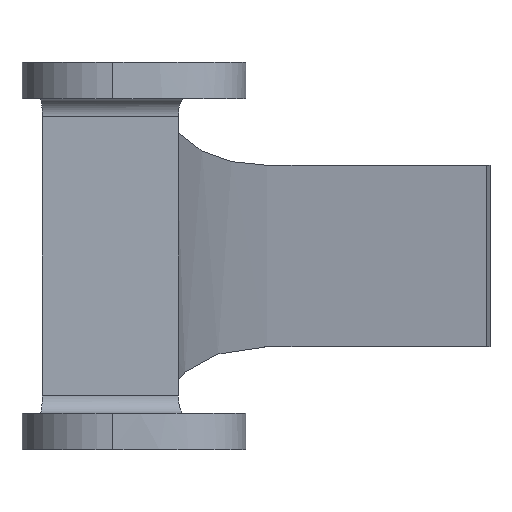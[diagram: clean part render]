
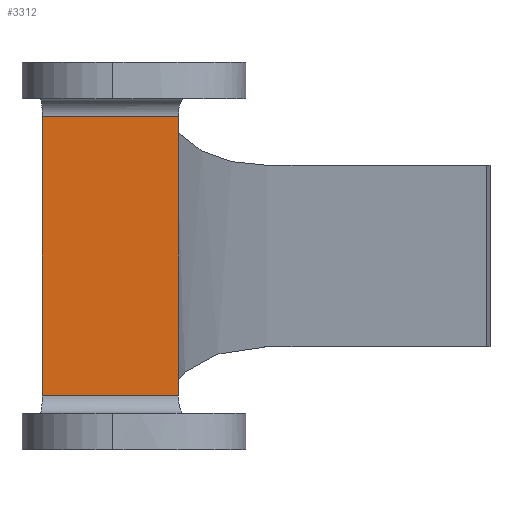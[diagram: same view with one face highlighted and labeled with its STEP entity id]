
A CAD part, left-side view. The second image highlights one B-rep face of the part: STEP entity #3312.
In plain terms, the highlighted planar face has unit normal (-1, 0, 0).
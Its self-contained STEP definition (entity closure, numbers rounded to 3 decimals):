
#44 = SURFACE_OF_LINEAR_EXTRUSION('',#45,#54);
#45 = B_SPLINE_CURVE_WITH_KNOTS('',3,(#46,#47,#48,#49,#50,#51,#52,#53),
  .UNSPECIFIED.,.F.,.F.,(4,2,2,4),(0.,26.627,107.293,
    232.499),.UNSPECIFIED.);
#46 = CARTESIAN_POINT('',(-15.,0.,-32.));
#47 = CARTESIAN_POINT('',(-15.,-13.624,-32.));
#48 = CARTESIAN_POINT('',(-11.042,-22.,-32.));
#49 = CARTESIAN_POINT('',(33.453,-22.,-32.));
#50 = CARTESIAN_POINT('',(54.332,-5.283,-32.));
#51 = CARTESIAN_POINT('',(118.173,-10.868,-32.));
#52 = CARTESIAN_POINT('',(148.293,-36.457,-32.));
#53 = CARTESIAN_POINT('',(192.16,-61.783,-32.));
#54 = VECTOR('',#55,1.);
#55 = DIRECTION('',(-0.,-0.,-1.));
#112 = SURFACE_OF_LINEAR_EXTRUSION('',#113,#120);
#113 = B_SPLINE_CURVE_WITH_KNOTS('',3,(#114,#115,#116,#117,#118,#119),
  .UNSPECIFIED.,.F.,.F.,(4,2,4),(0.,81.658,216.994),
  .UNSPECIFIED.);
#114 = CARTESIAN_POINT('',(0.,15.,-32.));
#115 = CARTESIAN_POINT('',(28.275,15.,-32.));
#116 = CARTESIAN_POINT('',(54.947,12.033,-32.));
#117 = CARTESIAN_POINT('',(124.983,-0.316,-32.));
#118 = CARTESIAN_POINT('',(174.835,-5.592,-32.));
#119 = CARTESIAN_POINT('',(212.16,-27.142,-32.));
#120 = VECTOR('',#121,1.);
#121 = DIRECTION('',(-0.,-0.,-1.));
#832 = VERTEX_POINT('',#833);
#833 = CARTESIAN_POINT('',(53.,-10.841,-23.));
#881 = CYLINDRICAL_SURFACE('',#882,3.);
#882 = AXIS2_PLACEMENT_3D('',#883,#884,#885);
#883 = CARTESIAN_POINT('',(50.,-22.,-23.));
#884 = DIRECTION('',(0.,1.,0.));
#885 = DIRECTION('',(1.,0.,-0.));
#910 = EDGE_CURVE('',#911,#832,#913,.T.);
#911 = VERTEX_POINT('',#912);
#912 = CARTESIAN_POINT('',(53.,-10.841,23.));
#913 = SURFACE_CURVE('',#914,(#920,#929),.PCURVE_S1.);
#914 = B_SPLINE_CURVE_WITH_KNOTS('',4,(#915,#916,#917,#918,#919),
  .UNSPECIFIED.,.F.,.F.,(5,5),(0.,1.),.PIECEWISE_BEZIER_KNOTS.);
#915 = CARTESIAN_POINT('',(53.,-10.841,23.));
#916 = CARTESIAN_POINT('',(53.,-10.841,11.5));
#917 = CARTESIAN_POINT('',(53.,-10.841,0.));
#918 = CARTESIAN_POINT('',(53.,-10.841,-11.5));
#919 = CARTESIAN_POINT('',(53.,-10.841,-23.));
#920 = PCURVE('',#44,#921);
#921 = DEFINITIONAL_REPRESENTATION('',(#922),#928);
#922 = B_SPLINE_CURVE_WITH_KNOTS('',4,(#923,#924,#925,#926,#927),
  .UNSPECIFIED.,.F.,.F.,(5,5),(0.,1.),.PIECEWISE_BEZIER_KNOTS.);
#923 = CARTESIAN_POINT('',(78.076,-55.));
#924 = CARTESIAN_POINT('',(78.076,-43.5));
#925 = CARTESIAN_POINT('',(78.076,-32.));
#926 = CARTESIAN_POINT('',(78.076,-20.5));
#927 = CARTESIAN_POINT('',(78.076,-9.));
#928 = ( GEOMETRIC_REPRESENTATION_CONTEXT(2) 
PARAMETRIC_REPRESENTATION_CONTEXT() REPRESENTATION_CONTEXT('2D SPACE',''
  ) );
#929 = PCURVE('',#930,#935);
#930 = PLANE('',#931);
#931 = AXIS2_PLACEMENT_3D('',#932,#933,#934);
#932 = CARTESIAN_POINT('',(53.,-22.,-26.));
#933 = DIRECTION('',(1.,0.,0.));
#934 = DIRECTION('',(0.,0.,1.));
#935 = DEFINITIONAL_REPRESENTATION('',(#936),#942);
#936 = B_SPLINE_CURVE_WITH_KNOTS('',4,(#937,#938,#939,#940,#941),
  .UNSPECIFIED.,.F.,.F.,(5,5),(0.,1.),.PIECEWISE_BEZIER_KNOTS.);
#937 = CARTESIAN_POINT('',(49.,-11.159));
#938 = CARTESIAN_POINT('',(37.5,-11.159));
#939 = CARTESIAN_POINT('',(26.,-11.159));
#940 = CARTESIAN_POINT('',(14.5,-11.159));
#941 = CARTESIAN_POINT('',(3.,-11.159));
#942 = ( GEOMETRIC_REPRESENTATION_CONTEXT(2) 
PARAMETRIC_REPRESENTATION_CONTEXT() REPRESENTATION_CONTEXT('2D SPACE',''
  ) );
#994 = CYLINDRICAL_SURFACE('',#995,3.);
#995 = AXIS2_PLACEMENT_3D('',#996,#997,#998);
#996 = CARTESIAN_POINT('',(50.,-22.,23.));
#997 = DIRECTION('',(0.,1.,0.));
#998 = DIRECTION('',(1.,0.,-0.));
#2096 = VERTEX_POINT('',#2097);
#2097 = CARTESIAN_POINT('',(53.,11.649,-23.));
#2157 = EDGE_CURVE('',#2158,#2096,#2160,.T.);
#2158 = VERTEX_POINT('',#2159);
#2159 = CARTESIAN_POINT('',(53.,11.649,23.));
#2160 = SURFACE_CURVE('',#2161,(#2167,#2176),.PCURVE_S1.);
#2161 = B_SPLINE_CURVE_WITH_KNOTS('',4,(#2162,#2163,#2164,#2165,#2166),
  .UNSPECIFIED.,.F.,.F.,(5,5),(0.,1.),.PIECEWISE_BEZIER_KNOTS.);
#2162 = CARTESIAN_POINT('',(53.,11.649,23.));
#2163 = CARTESIAN_POINT('',(53.,11.649,11.5));
#2164 = CARTESIAN_POINT('',(53.,11.649,0.));
#2165 = CARTESIAN_POINT('',(53.,11.649,-11.5));
#2166 = CARTESIAN_POINT('',(53.,11.649,-23.));
#2167 = PCURVE('',#112,#2168);
#2168 = DEFINITIONAL_REPRESENTATION('',(#2169),#2175);
#2169 = B_SPLINE_CURVE_WITH_KNOTS('',4,(#2170,#2171,#2172,#2173,#2174),
  .UNSPECIFIED.,.F.,.F.,(5,5),(0.,1.),.PIECEWISE_BEZIER_KNOTS.);
#2170 = CARTESIAN_POINT('',(52.612,-55.));
#2171 = CARTESIAN_POINT('',(52.612,-43.5));
#2172 = CARTESIAN_POINT('',(52.612,-32.));
#2173 = CARTESIAN_POINT('',(52.612,-20.5));
#2174 = CARTESIAN_POINT('',(52.612,-9.));
#2175 = ( GEOMETRIC_REPRESENTATION_CONTEXT(2) 
PARAMETRIC_REPRESENTATION_CONTEXT() REPRESENTATION_CONTEXT('2D SPACE',''
  ) );
#2176 = PCURVE('',#930,#2177);
#2177 = DEFINITIONAL_REPRESENTATION('',(#2178),#2184);
#2178 = B_SPLINE_CURVE_WITH_KNOTS('',4,(#2179,#2180,#2181,#2182,#2183),
  .UNSPECIFIED.,.F.,.F.,(5,5),(0.,1.),.PIECEWISE_BEZIER_KNOTS.);
#2179 = CARTESIAN_POINT('',(49.,-33.649));
#2180 = CARTESIAN_POINT('',(37.5,-33.649));
#2181 = CARTESIAN_POINT('',(26.,-33.649));
#2182 = CARTESIAN_POINT('',(14.5,-33.649));
#2183 = CARTESIAN_POINT('',(3.,-33.649));
#2184 = ( GEOMETRIC_REPRESENTATION_CONTEXT(2) 
PARAMETRIC_REPRESENTATION_CONTEXT() REPRESENTATION_CONTEXT('2D SPACE',''
  ) );
#3289 = EDGE_CURVE('',#911,#2158,#3290,.T.);
#3290 = SURFACE_CURVE('',#3291,(#3295,#3302),.PCURVE_S1.);
#3291 = LINE('',#3292,#3293);
#3292 = CARTESIAN_POINT('',(53.,-22.,23.));
#3293 = VECTOR('',#3294,1.);
#3294 = DIRECTION('',(0.,1.,0.));
#3295 = PCURVE('',#994,#3296);
#3296 = DEFINITIONAL_REPRESENTATION('',(#3297),#3301);
#3297 = LINE('',#3298,#3299);
#3298 = CARTESIAN_POINT('',(-0.,0.));
#3299 = VECTOR('',#3300,1.);
#3300 = DIRECTION('',(-0.,1.));
#3301 = ( GEOMETRIC_REPRESENTATION_CONTEXT(2) 
PARAMETRIC_REPRESENTATION_CONTEXT() REPRESENTATION_CONTEXT('2D SPACE',''
  ) );
#3302 = PCURVE('',#930,#3303);
#3303 = DEFINITIONAL_REPRESENTATION('',(#3304),#3308);
#3304 = LINE('',#3305,#3306);
#3305 = CARTESIAN_POINT('',(49.,0.));
#3306 = VECTOR('',#3307,1.);
#3307 = DIRECTION('',(0.,-1.));
#3308 = ( GEOMETRIC_REPRESENTATION_CONTEXT(2) 
PARAMETRIC_REPRESENTATION_CONTEXT() REPRESENTATION_CONTEXT('2D SPACE',''
  ) );
#3312 = ADVANCED_FACE('',(#3313),#930,.F.);
#3313 = FACE_BOUND('',#3314,.F.);
#3314 = EDGE_LOOP('',(#3315,#3316,#3337,#3338));
#3315 = ORIENTED_EDGE('',*,*,#910,.T.);
#3316 = ORIENTED_EDGE('',*,*,#3317,.T.);
#3317 = EDGE_CURVE('',#832,#2096,#3318,.T.);
#3318 = SURFACE_CURVE('',#3319,(#3323,#3330),.PCURVE_S1.);
#3319 = LINE('',#3320,#3321);
#3320 = CARTESIAN_POINT('',(53.,-22.,-23.));
#3321 = VECTOR('',#3322,1.);
#3322 = DIRECTION('',(0.,1.,0.));
#3323 = PCURVE('',#930,#3324);
#3324 = DEFINITIONAL_REPRESENTATION('',(#3325),#3329);
#3325 = LINE('',#3326,#3327);
#3326 = CARTESIAN_POINT('',(3.,0.));
#3327 = VECTOR('',#3328,1.);
#3328 = DIRECTION('',(0.,-1.));
#3329 = ( GEOMETRIC_REPRESENTATION_CONTEXT(2) 
PARAMETRIC_REPRESENTATION_CONTEXT() REPRESENTATION_CONTEXT('2D SPACE',''
  ) );
#3330 = PCURVE('',#881,#3331);
#3331 = DEFINITIONAL_REPRESENTATION('',(#3332),#3336);
#3332 = LINE('',#3333,#3334);
#3333 = CARTESIAN_POINT('',(0.,0.));
#3334 = VECTOR('',#3335,1.);
#3335 = DIRECTION('',(0.,1.));
#3336 = ( GEOMETRIC_REPRESENTATION_CONTEXT(2) 
PARAMETRIC_REPRESENTATION_CONTEXT() REPRESENTATION_CONTEXT('2D SPACE',''
  ) );
#3337 = ORIENTED_EDGE('',*,*,#2157,.F.);
#3338 = ORIENTED_EDGE('',*,*,#3289,.F.);
